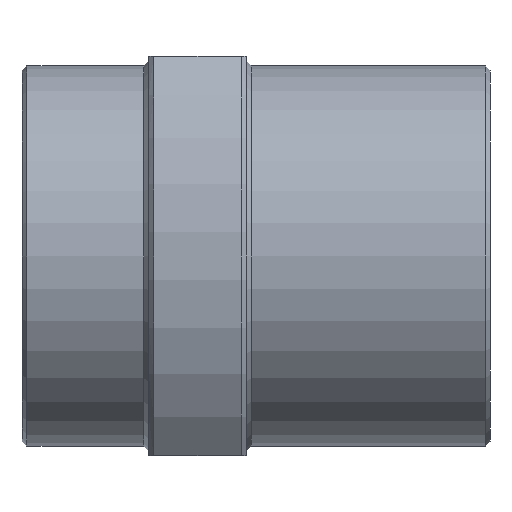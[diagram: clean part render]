
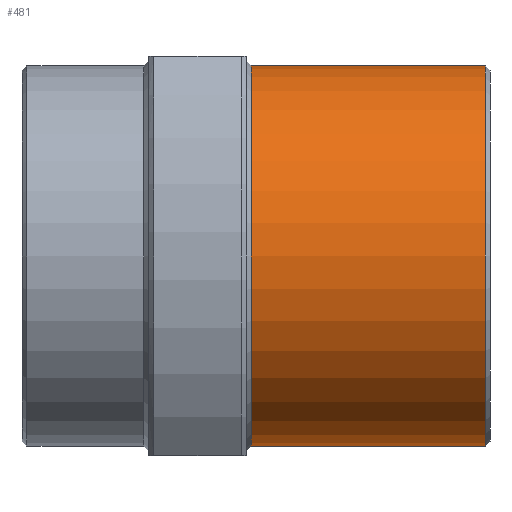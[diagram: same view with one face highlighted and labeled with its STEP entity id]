
A CAD part, front view. The second image highlights one B-rep face of the part: STEP entity #481.
In plain terms, the highlighted cylindrical face has radius 19.5 mm (diameter 39 mm), a partial arc.
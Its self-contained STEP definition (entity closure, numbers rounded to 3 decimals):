
#5 = CARTESIAN_POINT ( 'NONE',  ( 33.677, 0., 0. ) ) ;
#31 = ORIENTED_EDGE ( 'NONE', *, *, #489, .T. ) ;
#60 = EDGE_LOOP ( 'NONE', ( #255, #265, #31, #975 ) ) ;
#132 = DIRECTION ( 'NONE',  ( 0., 0., 1. ) ) ;
#139 = DIRECTION ( 'NONE',  ( -1., 0., 0. ) ) ;
#194 = AXIS2_PLACEMENT_3D ( 'NONE', #5, #209, #402 ) ;
#209 = DIRECTION ( 'NONE',  ( -1., 0., 0. ) ) ;
#216 = AXIS2_PLACEMENT_3D ( 'NONE', #434, #353, #132 ) ;
#254 = CARTESIAN_POINT ( 'NONE',  ( 9.677, 0., 0. ) ) ;
#255 = ORIENTED_EDGE ( 'NONE', *, *, #643, .F. ) ;
#265 = ORIENTED_EDGE ( 'NONE', *, *, #431, .T. ) ;
#314 = CARTESIAN_POINT ( 'NONE',  ( -56.309, 0., -19.5 ) ) ;
#353 = DIRECTION ( 'NONE',  ( -1., 0., 0. ) ) ;
#373 = CARTESIAN_POINT ( 'NONE',  ( 33.677, 0., 19.5 ) ) ;
#402 = DIRECTION ( 'NONE',  ( 0., 0., 1. ) ) ;
#403 = CIRCLE ( 'NONE', #194, 19.5 ) ;
#431 = EDGE_CURVE ( 'NONE', #808, #1076, #403, .T. ) ;
#434 = CARTESIAN_POINT ( 'NONE',  ( -56.309, 0., 0. ) ) ;
#457 = VECTOR ( 'NONE', #888, 1000. ) ;
#481 = ADVANCED_FACE ( 'NONE', ( #1008 ), #815, .T. ) ;
#485 = VERTEX_POINT ( 'NONE', #622 ) ;
#489 = EDGE_CURVE ( 'NONE', #1076, #485, #724, .T. ) ;
#553 = VECTOR ( 'NONE', #139, 1000. ) ;
#614 = CARTESIAN_POINT ( 'NONE',  ( -56.309, 0., 19.5 ) ) ;
#619 = LINE ( 'NONE', #314, #457 ) ;
#622 = CARTESIAN_POINT ( 'NONE',  ( 9.677, 0., 19.5 ) ) ;
#643 = EDGE_CURVE ( 'NONE', #808, #1196, #619, .T. ) ;
#721 = CIRCLE ( 'NONE', #1050, 19.5 ) ;
#724 = LINE ( 'NONE', #614, #553 ) ;
#739 = EDGE_CURVE ( 'NONE', #485, #1196, #721, .T. ) ;
#808 = VERTEX_POINT ( 'NONE', #926 ) ;
#815 = CYLINDRICAL_SURFACE ( 'NONE', #216, 19.5 ) ;
#826 = DIRECTION ( 'NONE',  ( 1., 0., 0. ) ) ;
#888 = DIRECTION ( 'NONE',  ( -1., 0., 0. ) ) ;
#926 = CARTESIAN_POINT ( 'NONE',  ( 33.677, 0., -19.5 ) ) ;
#975 = ORIENTED_EDGE ( 'NONE', *, *, #739, .T. ) ;
#1008 = FACE_OUTER_BOUND ( 'NONE', #60, .T. ) ;
#1050 = AXIS2_PLACEMENT_3D ( 'NONE', #254, #826, #1229 ) ;
#1076 = VERTEX_POINT ( 'NONE', #373 ) ;
#1196 = VERTEX_POINT ( 'NONE', #1247 ) ;
#1229 = DIRECTION ( 'NONE',  ( 0., 0., 1. ) ) ;
#1247 = CARTESIAN_POINT ( 'NONE',  ( 9.677, 0., -19.5 ) ) ;
